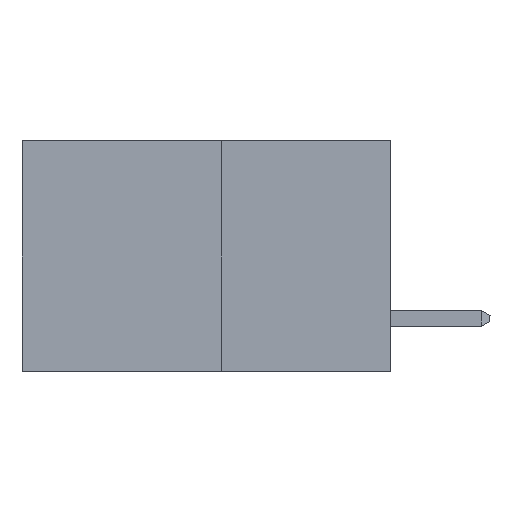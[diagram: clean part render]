
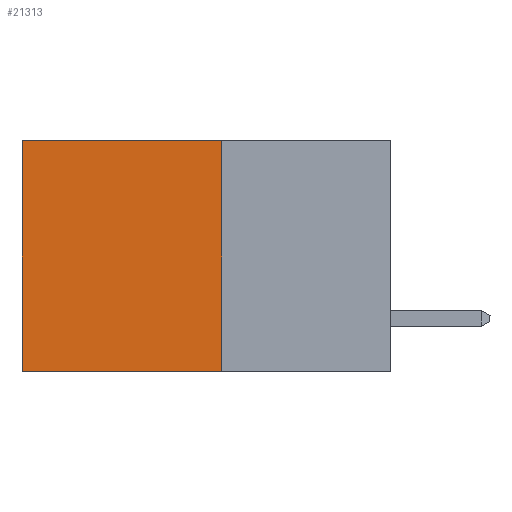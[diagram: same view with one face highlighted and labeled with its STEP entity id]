
A CAD part, left-side view. The second image highlights one B-rep face of the part: STEP entity #21313.
In plain terms, the highlighted planar face has unit normal (-1, 0, 0).
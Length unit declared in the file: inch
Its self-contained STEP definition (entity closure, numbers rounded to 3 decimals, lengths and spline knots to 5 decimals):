
#873 = VECTOR ( 'NONE', #8051, 39.37008 ) ;
#1139 = DIRECTION ( 'NONE',  ( 0., 1., 0. ) ) ;
#1154 = CARTESIAN_POINT ( 'NONE',  ( 0.277, 0.27, -0.37 ) ) ;
#1378 = VECTOR ( 'NONE', #1139, 39.37008 ) ;
#1930 = VECTOR ( 'NONE', #11748, 39.37008 ) ;
#2858 = ORIENTED_EDGE ( 'NONE', *, *, #17254, .T. ) ;
#5468 = ORIENTED_EDGE ( 'NONE', *, *, #26965, .F. ) ;
#5482 = DIRECTION ( 'NONE',  ( 1., 0., 0. ) ) ;
#7255 = VERTEX_POINT ( 'NONE', #11041 ) ;
#7542 = LINE ( 'NONE', #1154, #1930 ) ;
#8051 = DIRECTION ( 'NONE',  ( 0., 1., 0. ) ) ;
#8545 = AXIS2_PLACEMENT_3D ( 'NONE', #14096, #5482, #18275 ) ;
#11041 = CARTESIAN_POINT ( 'NONE',  ( 0.277, 0.59, -0.37 ) ) ;
#11748 = DIRECTION ( 'NONE',  ( 0., 0., -1. ) ) ;
#12175 = LINE ( 'NONE', #26353, #873 ) ;
#12680 = LINE ( 'NONE', #18020, #1378 ) ;
#12825 = VECTOR ( 'NONE', #18115, 39.37008 ) ;
#13035 = EDGE_CURVE ( 'NONE', #15879, #21835, #7542, .T. ) ;
#13277 = ORIENTED_EDGE ( 'NONE', *, *, #13035, .F. ) ;
#14096 = CARTESIAN_POINT ( 'NONE',  ( 0.277, 0.27, -0.37 ) ) ;
#14779 = LINE ( 'NONE', #24242, #12825 ) ;
#15879 = VERTEX_POINT ( 'NONE', #19164 ) ;
#16157 = PLANE ( 'NONE',  #8545 ) ;
#16215 = CARTESIAN_POINT ( 'NONE',  ( 0.277, 0.59, 0. ) ) ;
#17254 = EDGE_CURVE ( 'NONE', #18574, #7255, #14779, .T. ) ;
#17287 = EDGE_CURVE ( 'NONE', #15879, #18574, #12175, .T. ) ;
#18020 = CARTESIAN_POINT ( 'NONE',  ( 0.277, 0.27, -0.37 ) ) ;
#18115 = DIRECTION ( 'NONE',  ( 0., 0., -1. ) ) ;
#18275 = DIRECTION ( 'NONE',  ( 0., 0., -1. ) ) ;
#18503 = FACE_OUTER_BOUND ( 'NONE', #19570, .T. ) ;
#18574 = VERTEX_POINT ( 'NONE', #16215 ) ;
#19164 = CARTESIAN_POINT ( 'NONE',  ( 0.277, 0.27, 0. ) ) ;
#19570 = EDGE_LOOP ( 'NONE', ( #2858, #5468, #13277, #22036 ) ) ;
#20346 = CARTESIAN_POINT ( 'NONE',  ( 0.277, 0.27, -0.37 ) ) ;
#21313 = ADVANCED_FACE ( 'NONE', ( #18503 ), #16157, .F. ) ;
#21835 = VERTEX_POINT ( 'NONE', #20346 ) ;
#22036 = ORIENTED_EDGE ( 'NONE', *, *, #17287, .T. ) ;
#24242 = CARTESIAN_POINT ( 'NONE',  ( 0.277, 0.59, -0.37 ) ) ;
#26353 = CARTESIAN_POINT ( 'NONE',  ( 0.277, 0.27, 0. ) ) ;
#26965 = EDGE_CURVE ( 'NONE', #21835, #7255, #12680, .T. ) ;
